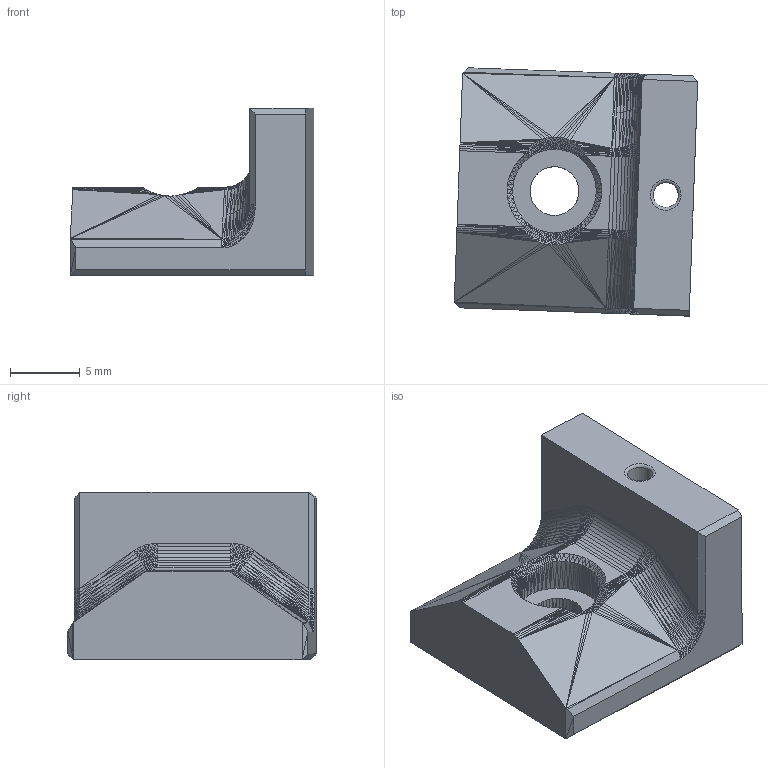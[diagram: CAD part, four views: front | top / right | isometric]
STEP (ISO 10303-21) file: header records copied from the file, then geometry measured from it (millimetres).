
FILE_DESCRIPTION(/* description */ (''),/* implementation_level */ '2;1');
FILE_NAME(/* name */ 'Trident Sheet stops.step',/* time_stamp */ '2022-03-06T13:50:02-10:00',/* author */ (''),/* organization */ (''),/* preprocessor_version */ 'ST-DEVELOPER v18.1',/* originating_system */ 'Autodesk Translation Framework v10.13.0.1454',/* authorisation */ '');
FILE_SCHEMA (('AUTOMOTIVE_DESIGN { 1 0 10303 214 3 1 1 }'));
Length unit declared in the file: millimetre
Products named in the file (1): Sheet stops
Bounding box: 17.49 x 17.84 x 12 mm (x, y, z)
Volume: 1812.6 mm3; surface area: 1276.8 mm2
Topology: 1 solids, 1 shells, 1453 faces, 2346 edges, 895 vertices
Faces by surface type: plane 1450, torus 2, cylinder 1
Full cylindrical faces by diameter (mm): 1.8 x1
Entity records: 29893 total; most frequent: DIRECTION 5262, CARTESIAN_POINT 4695, ORIENTED_EDGE 4692, EDGE_CURVE 2346, LINE 2338, VECTOR 2338, AXIS2_PLACEMENT_3D 1462, EDGE_LOOP 1457
